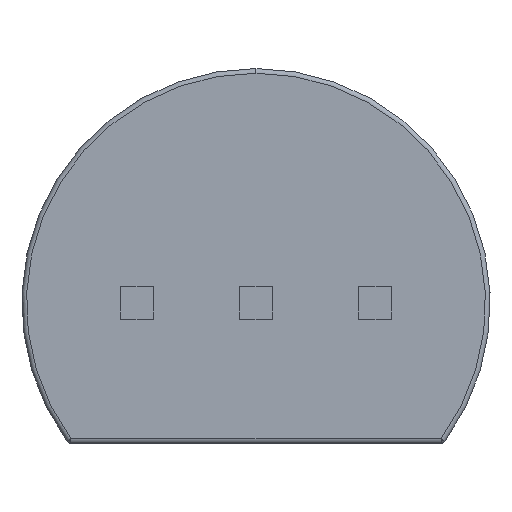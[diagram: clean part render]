
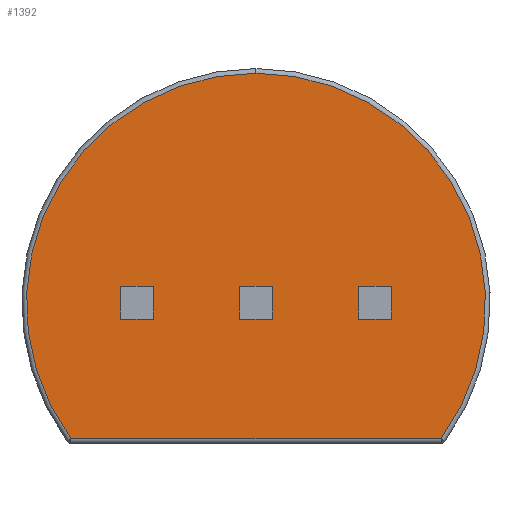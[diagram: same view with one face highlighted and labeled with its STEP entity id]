
A CAD part, front view. The second image highlights one B-rep face of the part: STEP entity #1392.
In plain terms, the highlighted planar face has unit normal (0, -1, 0).
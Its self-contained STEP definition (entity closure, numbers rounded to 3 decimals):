
#6 = EDGE_CURVE ( 'NONE', #2039, #4331, #3625, .T. ) ;
#11 = EDGE_CURVE ( 'NONE', #4280, #813, #4077, .T. ) ;
#42 = ORIENTED_EDGE ( 'NONE', *, *, #2290, .F. ) ;
#66 = CARTESIAN_POINT ( 'NONE',  ( -1.445, 2., -0.175 ) ) ;
#110 = EDGE_CURVE ( 'NONE', #1839, #1320, #1872, .T. ) ;
#179 = VERTEX_POINT ( 'NONE', #2876 ) ;
#268 = EDGE_CURVE ( 'NONE', #1728, #3259, #898, .T. ) ;
#396 = CIRCLE ( 'NONE', #3481, 2.45 ) ;
#406 = DIRECTION ( 'NONE',  ( 1., 0., 0. ) ) ;
#437 = EDGE_CURVE ( 'NONE', #813, #729, #3310, .T. ) ;
#499 = LINE ( 'NONE', #4078, #1561 ) ;
#519 = ORIENTED_EDGE ( 'NONE', *, *, #2285, .F. ) ;
#529 = CARTESIAN_POINT ( 'NONE',  ( 1.095, 2., 0.175 ) ) ;
#549 = DIRECTION ( 'NONE',  ( 0., 0., 1. ) ) ;
#552 = VERTEX_POINT ( 'NONE', #3628 ) ;
#631 = CARTESIAN_POINT ( 'NONE',  ( -0.175, 2., -0.175 ) ) ;
#668 = CARTESIAN_POINT ( 'NONE',  ( -1.095, 2., 0.175 ) ) ;
#697 = VECTOR ( 'NONE', #1056, 1000. ) ;
#729 = VERTEX_POINT ( 'NONE', #3285 ) ;
#739 = PLANE ( 'NONE',  #839 ) ;
#813 = VERTEX_POINT ( 'NONE', #668 ) ;
#816 = EDGE_LOOP ( 'NONE', ( #2023, #1964, #4456 ) ) ;
#839 = AXIS2_PLACEMENT_3D ( 'NONE', #2756, #2381, #4422 ) ;
#898 = LINE ( 'NONE', #2300, #3060 ) ;
#942 = CARTESIAN_POINT ( 'NONE',  ( 0., 2., 2.45 ) ) ;
#991 = EDGE_CURVE ( 'NONE', #4768, #1635, #396, .T. ) ;
#1056 = DIRECTION ( 'NONE',  ( 0., 0., 1. ) ) ;
#1085 = LINE ( 'NONE', #4604, #4342 ) ;
#1091 = ORIENTED_EDGE ( 'NONE', *, *, #11, .F. ) ;
#1105 = CARTESIAN_POINT ( 'NONE',  ( -1.095, 2., -0.175 ) ) ;
#1126 = ORIENTED_EDGE ( 'NONE', *, *, #437, .F. ) ;
#1210 = DIRECTION ( 'NONE',  ( 0., 0., -1. ) ) ;
#1245 = EDGE_LOOP ( 'NONE', ( #519, #4656, #3825, #4707 ) ) ;
#1272 = EDGE_CURVE ( 'NONE', #3259, #179, #2678, .T. ) ;
#1320 = VERTEX_POINT ( 'NONE', #4857 ) ;
#1392 = ADVANCED_FACE ( 'NONE', ( #2792, #4899, #4413, #3952 ), #739, .F. ) ;
#1492 = DIRECTION ( 'NONE',  ( -1., 0., 0. ) ) ;
#1561 = VECTOR ( 'NONE', #1210, 1000. ) ;
#1576 = VECTOR ( 'NONE', #549, 1000. ) ;
#1589 = LINE ( 'NONE', #3760, #3483 ) ;
#1594 = CARTESIAN_POINT ( 'NONE',  ( 1.445, 2., -0.175 ) ) ;
#1625 = EDGE_CURVE ( 'NONE', #1635, #552, #3700, .T. ) ;
#1635 = VERTEX_POINT ( 'NONE', #942 ) ;
#1641 = VECTOR ( 'NONE', #4862, 1000. ) ;
#1694 = CARTESIAN_POINT ( 'NONE',  ( 1.095, 2., -0.175 ) ) ;
#1726 = CARTESIAN_POINT ( 'NONE',  ( -0.175, 2., 0.175 ) ) ;
#1728 = VERTEX_POINT ( 'NONE', #631 ) ;
#1733 = EDGE_CURVE ( 'NONE', #1320, #2039, #1085, .T. ) ;
#1839 = VERTEX_POINT ( 'NONE', #4980 ) ;
#1872 = LINE ( 'NONE', #529, #1641 ) ;
#1949 = DIRECTION ( 'NONE',  ( 1., 0., 0. ) ) ;
#1954 = VERTEX_POINT ( 'NONE', #66 ) ;
#1964 = ORIENTED_EDGE ( 'NONE', *, *, #991, .T. ) ;
#2023 = ORIENTED_EDGE ( 'NONE', *, *, #3269, .T. ) ;
#2031 = ORIENTED_EDGE ( 'NONE', *, *, #1272, .F. ) ;
#2039 = VERTEX_POINT ( 'NONE', #1694 ) ;
#2088 = ORIENTED_EDGE ( 'NONE', *, *, #2682, .F. ) ;
#2157 = DIRECTION ( 'NONE',  ( 0., 0., 1. ) ) ;
#2225 = EDGE_LOOP ( 'NONE', ( #1091, #42, #2339, #1126 ) ) ;
#2260 = CARTESIAN_POINT ( 'NONE',  ( -1.445, 2., 0.175 ) ) ;
#2285 = EDGE_CURVE ( 'NONE', #4331, #1839, #2722, .T. ) ;
#2290 = EDGE_CURVE ( 'NONE', #1954, #4280, #2598, .T. ) ;
#2300 = CARTESIAN_POINT ( 'NONE',  ( -0.175, 2., -0.175 ) ) ;
#2339 = ORIENTED_EDGE ( 'NONE', *, *, #3265, .F. ) ;
#2355 = CARTESIAN_POINT ( 'NONE',  ( 0., 2., -1.45 ) ) ;
#2381 = DIRECTION ( 'NONE',  ( 0., 1., 0. ) ) ;
#2432 = DIRECTION ( 'NONE',  ( 1., 0., 0. ) ) ;
#2523 = DIRECTION ( 'NONE',  ( 0., 0., 1. ) ) ;
#2534 = CARTESIAN_POINT ( 'NONE',  ( 1.975, 2., -1.45 ) ) ;
#2598 = LINE ( 'NONE', #3425, #3680 ) ;
#2678 = LINE ( 'NONE', #3402, #1576 ) ;
#2682 = EDGE_CURVE ( 'NONE', #4254, #1728, #499, .T. ) ;
#2698 = VECTOR ( 'NONE', #1492, 1000. ) ;
#2722 = LINE ( 'NONE', #4375, #697 ) ;
#2756 = CARTESIAN_POINT ( 'NONE',  ( 0., 2., 0. ) ) ;
#2792 = FACE_BOUND ( 'NONE', #3637, .T. ) ;
#2876 = CARTESIAN_POINT ( 'NONE',  ( 0.175, 2., 0.175 ) ) ;
#2891 = CARTESIAN_POINT ( 'NONE',  ( -1.095, 2., 0.175 ) ) ;
#2942 = DIRECTION ( 'NONE',  ( 0., 0., 1. ) ) ;
#3047 = AXIS2_PLACEMENT_3D ( 'NONE', #3811, #4596, #2157 ) ;
#3060 = VECTOR ( 'NONE', #406, 1000. ) ;
#3081 = DIRECTION ( 'NONE',  ( 0., 0., -1. ) ) ;
#3259 = VERTEX_POINT ( 'NONE', #5201 ) ;
#3265 = EDGE_CURVE ( 'NONE', #729, #1954, #4625, .T. ) ;
#3269 = EDGE_CURVE ( 'NONE', #552, #4768, #4942, .T. ) ;
#3285 = CARTESIAN_POINT ( 'NONE',  ( -1.445, 2., 0.175 ) ) ;
#3289 = VECTOR ( 'NONE', #1949, 1000. ) ;
#3310 = LINE ( 'NONE', #2260, #2698 ) ;
#3379 = VECTOR ( 'NONE', #2942, 1000. ) ;
#3402 = CARTESIAN_POINT ( 'NONE',  ( 0.175, 2., 0.175 ) ) ;
#3425 = CARTESIAN_POINT ( 'NONE',  ( -1.445, 2., -0.175 ) ) ;
#3481 = AXIS2_PLACEMENT_3D ( 'NONE', #5002, #4603, #2523 ) ;
#3483 = VECTOR ( 'NONE', #4978, 1000. ) ;
#3625 = LINE ( 'NONE', #3661, #5221 ) ;
#3628 = CARTESIAN_POINT ( 'NONE',  ( -1.975, 2., -1.45 ) ) ;
#3637 = EDGE_LOOP ( 'NONE', ( #2031, #5034, #2088, #4581 ) ) ;
#3661 = CARTESIAN_POINT ( 'NONE',  ( 1.095, 2., -0.175 ) ) ;
#3680 = VECTOR ( 'NONE', #2432, 1000. ) ;
#3700 = CIRCLE ( 'NONE', #3047, 2.45 ) ;
#3760 = CARTESIAN_POINT ( 'NONE',  ( -0.175, 2., 0.175 ) ) ;
#3811 = CARTESIAN_POINT ( 'NONE',  ( 0., 2., 0. ) ) ;
#3825 = ORIENTED_EDGE ( 'NONE', *, *, #1733, .F. ) ;
#3928 = CARTESIAN_POINT ( 'NONE',  ( -1.445, 2., 0.175 ) ) ;
#3952 = FACE_BOUND ( 'NONE', #1245, .T. ) ;
#4047 = DIRECTION ( 'NONE',  ( 1., 0., 0. ) ) ;
#4077 = LINE ( 'NONE', #2891, #3379 ) ;
#4078 = CARTESIAN_POINT ( 'NONE',  ( -0.175, 2., 0.175 ) ) ;
#4254 = VERTEX_POINT ( 'NONE', #1726 ) ;
#4280 = VERTEX_POINT ( 'NONE', #1105 ) ;
#4331 = VERTEX_POINT ( 'NONE', #1594 ) ;
#4342 = VECTOR ( 'NONE', #3081, 1000. ) ;
#4375 = CARTESIAN_POINT ( 'NONE',  ( 1.445, 2., 0.175 ) ) ;
#4413 = FACE_BOUND ( 'NONE', #2225, .T. ) ;
#4422 = DIRECTION ( 'NONE',  ( 0., 0., 1. ) ) ;
#4456 = ORIENTED_EDGE ( 'NONE', *, *, #1625, .T. ) ;
#4523 = EDGE_CURVE ( 'NONE', #179, #4254, #1589, .T. ) ;
#4581 = ORIENTED_EDGE ( 'NONE', *, *, #4523, .F. ) ;
#4596 = DIRECTION ( 'NONE',  ( 0., -1., 0. ) ) ;
#4603 = DIRECTION ( 'NONE',  ( 0., -1., 0. ) ) ;
#4604 = CARTESIAN_POINT ( 'NONE',  ( 1.095, 2., 0.175 ) ) ;
#4625 = LINE ( 'NONE', #3928, #5135 ) ;
#4656 = ORIENTED_EDGE ( 'NONE', *, *, #6, .F. ) ;
#4707 = ORIENTED_EDGE ( 'NONE', *, *, #110, .F. ) ;
#4768 = VERTEX_POINT ( 'NONE', #2534 ) ;
#4786 = DIRECTION ( 'NONE',  ( 0., 0., -1. ) ) ;
#4857 = CARTESIAN_POINT ( 'NONE',  ( 1.095, 2., 0.175 ) ) ;
#4862 = DIRECTION ( 'NONE',  ( -1., 0., 0. ) ) ;
#4899 = FACE_OUTER_BOUND ( 'NONE', #816, .T. ) ;
#4942 = LINE ( 'NONE', #2355, #3289 ) ;
#4978 = DIRECTION ( 'NONE',  ( -1., 0., 0. ) ) ;
#4980 = CARTESIAN_POINT ( 'NONE',  ( 1.445, 2., 0.175 ) ) ;
#5002 = CARTESIAN_POINT ( 'NONE',  ( 0., 2., 0. ) ) ;
#5034 = ORIENTED_EDGE ( 'NONE', *, *, #268, .F. ) ;
#5135 = VECTOR ( 'NONE', #4786, 1000. ) ;
#5201 = CARTESIAN_POINT ( 'NONE',  ( 0.175, 2., -0.175 ) ) ;
#5221 = VECTOR ( 'NONE', #4047, 1000. ) ;
